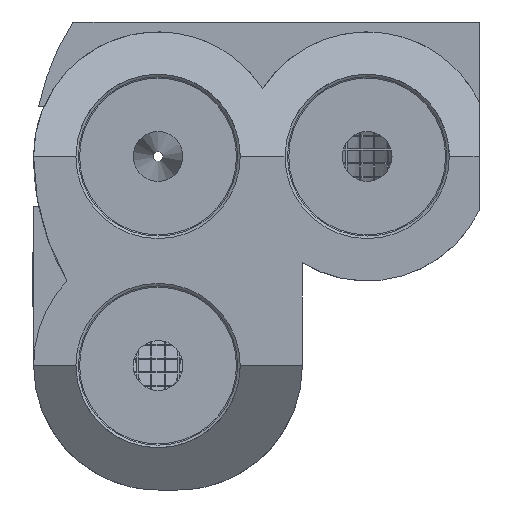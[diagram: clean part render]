
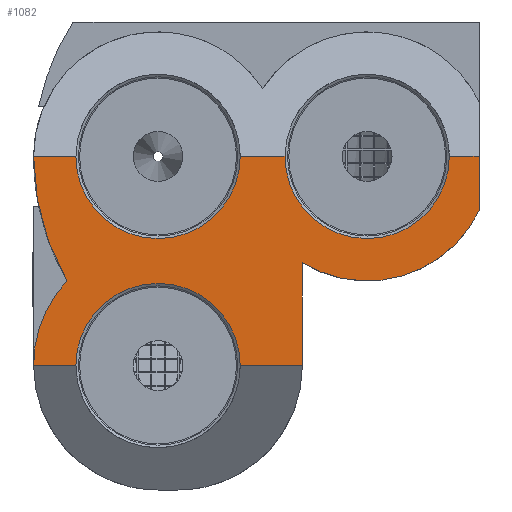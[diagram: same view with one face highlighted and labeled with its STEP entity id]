
A CAD part, front view. The second image highlights one B-rep face of the part: STEP entity #1082.
In plain terms, the highlighted planar face has unit normal (0, -1, 0).
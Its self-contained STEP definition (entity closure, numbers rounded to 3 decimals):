
#141=FACE_OUTER_BOUND('',#2562,.T.);
#715=CIRCLE('',#11059,0.165);
#728=CIRCLE('',#11079,0.165);
#734=CIRCLE('',#11089,0.165);
#832=CIRCLE('',#11211,0.25);
#833=CIRCLE('',#11212,0.5);
#834=CIRCLE('',#11213,0.25);
#1082=ADVANCED_FACE('',(#141),#1612,.T.);
#1612=PLANE('',#11214);
#2562=EDGE_LOOP('',(#3528,#3529,#3530,#3531,#3532,#3533,#3534,#3535,#3536,
#3537,#3538,#3539,#3540));
#3528=ORIENTED_EDGE('',*,*,#7766,.F.);
#3529=ORIENTED_EDGE('',*,*,#7767,.F.);
#3530=ORIENTED_EDGE('',*,*,#7768,.T.);
#3531=ORIENTED_EDGE('',*,*,#7769,.F.);
#3532=ORIENTED_EDGE('',*,*,#7770,.T.);
#3533=ORIENTED_EDGE('',*,*,#7514,.F.);
#3534=ORIENTED_EDGE('',*,*,#7771,.T.);
#3535=ORIENTED_EDGE('',*,*,#7528,.F.);
#3536=ORIENTED_EDGE('',*,*,#7772,.T.);
#3537=ORIENTED_EDGE('',*,*,#7773,.T.);
#3538=ORIENTED_EDGE('',*,*,#7774,.T.);
#3539=ORIENTED_EDGE('',*,*,#7775,.F.);
#3540=ORIENTED_EDGE('',*,*,#7535,.F.);
#6463=VERTEX_POINT('',#14562);
#6464=VERTEX_POINT('',#14563);
#6477=VERTEX_POINT('',#14596);
#6478=VERTEX_POINT('',#14597);
#6484=VERTEX_POINT('',#14613);
#6485=VERTEX_POINT('',#14614);
#6687=VERTEX_POINT('',#15627);
#6688=VERTEX_POINT('',#15629);
#6689=VERTEX_POINT('',#15631);
#6690=VERTEX_POINT('',#15633);
#6691=VERTEX_POINT('',#15637);
#6692=VERTEX_POINT('',#15639);
#6693=VERTEX_POINT('',#15641);
#7514=EDGE_CURVE('',#6463,#6464,#715,.T.);
#7528=EDGE_CURVE('',#6477,#6478,#728,.T.);
#7535=EDGE_CURVE('',#6484,#6485,#734,.T.);
#7766=EDGE_CURVE('',#6687,#6484,#9147,.T.);
#7767=EDGE_CURVE('',#6688,#6687,#9148,.T.);
#7768=EDGE_CURVE('',#6688,#6689,#832,.T.);
#7769=EDGE_CURVE('',#6690,#6689,#9149,.T.);
#7770=EDGE_CURVE('',#6690,#6464,#9150,.T.);
#7771=EDGE_CURVE('',#6463,#6478,#9151,.T.);
#7772=EDGE_CURVE('',#6477,#6691,#9152,.T.);
#7773=EDGE_CURVE('',#6691,#6692,#833,.T.);
#7774=EDGE_CURVE('',#6692,#6693,#834,.T.);
#7775=EDGE_CURVE('',#6485,#6693,#9153,.T.);
#9147=LINE('',#15626,#10115);
#9148=LINE('',#15628,#10116);
#9149=LINE('',#15632,#10117);
#9150=LINE('',#15634,#10118);
#9151=LINE('',#15635,#10119);
#9152=LINE('',#15636,#10120);
#9153=LINE('',#15642,#10121);
#10115=VECTOR('',#12223,1.);
#10116=VECTOR('',#12224,1.);
#10117=VECTOR('',#12227,1.);
#10118=VECTOR('',#12228,1.);
#10119=VECTOR('',#12229,1.);
#10120=VECTOR('',#12230,1.);
#10121=VECTOR('',#12235,1.);
#11059=AXIS2_PLACEMENT_3D('',#14561,#11891,#11892);
#11079=AXIS2_PLACEMENT_3D('',#14595,#11931,#11932);
#11089=AXIS2_PLACEMENT_3D('',#14612,#11951,#11952);
#11211=AXIS2_PLACEMENT_3D('',#15630,#12225,#12226);
#11212=AXIS2_PLACEMENT_3D('',#15638,#12231,#12232);
#11213=AXIS2_PLACEMENT_3D('',#15640,#12233,#12234);
#11214=AXIS2_PLACEMENT_3D('',#15643,#12236,#12237);
#11891=DIRECTION('',(0.,-1.,0.));
#11892=DIRECTION('',(1.,0.,0.));
#11931=DIRECTION('',(0.,-1.,0.));
#11932=DIRECTION('',(1.,0.,0.));
#11951=DIRECTION('',(0.,-1.,0.));
#11952=DIRECTION('',(1.,0.,0.));
#12223=DIRECTION('',(-1.,0.,0.));
#12224=DIRECTION('',(0.,0.,-1.));
#12225=DIRECTION('',(0.,-1.,0.));
#12226=DIRECTION('',(1.,0.,0.));
#12227=DIRECTION('',(0.,0.,-1.));
#12228=DIRECTION('',(-1.,0.,0.));
#12229=DIRECTION('',(-1.,0.,0.));
#12230=DIRECTION('',(-1.,0.,0.));
#12231=DIRECTION('',(0.,-1.,0.));
#12232=DIRECTION('',(1.,0.,0.));
#12233=DIRECTION('',(0.,-1.,0.));
#12234=DIRECTION('',(1.,0.,0.));
#12235=DIRECTION('',(-1.,0.,0.));
#12236=DIRECTION('',(0.,-1.,0.));
#12237=DIRECTION('',(0.,0.,-1.));
#14561=CARTESIAN_POINT('',(0.17,-0.966,0.));
#14562=CARTESIAN_POINT('',(0.005,-0.966,0.));
#14563=CARTESIAN_POINT('',(0.335,-0.966,0.));
#14595=CARTESIAN_POINT('',(-0.25,-0.966,0.));
#14596=CARTESIAN_POINT('',(-0.415,-0.966,0.));
#14597=CARTESIAN_POINT('',(-0.085,-0.966,0.));
#14612=CARTESIAN_POINT('',(-0.25,-0.966,-0.42));
#14613=CARTESIAN_POINT('',(-0.085,-0.966,-0.42));
#14614=CARTESIAN_POINT('',(-0.415,-0.966,-0.42));
#15626=CARTESIAN_POINT('',(0.485,-0.966,-0.42));
#15627=CARTESIAN_POINT('',(0.04,-0.966,-0.42));
#15628=CARTESIAN_POINT('',(0.04,-0.966,-0.214));
#15629=CARTESIAN_POINT('',(0.04,-0.966,-0.214));
#15630=CARTESIAN_POINT('',(0.17,-0.966,0.));
#15631=CARTESIAN_POINT('',(0.395,-0.966,-0.109));
#15632=CARTESIAN_POINT('',(0.395,-0.966,0.818));
#15633=CARTESIAN_POINT('',(0.395,-0.966,0.));
#15634=CARTESIAN_POINT('',(0.485,-0.966,0.));
#15635=CARTESIAN_POINT('',(0.485,-0.966,0.));
#15636=CARTESIAN_POINT('',(0.485,-0.966,0.));
#15637=CARTESIAN_POINT('',(-0.5,-0.966,0.));
#15638=CARTESIAN_POINT('',(0.,-0.966,0.));
#15639=CARTESIAN_POINT('',(-0.433,-0.966,-0.25));
#15640=CARTESIAN_POINT('',(-0.25,-0.966,-0.42));
#15641=CARTESIAN_POINT('',(-0.5,-0.966,-0.42));
#15642=CARTESIAN_POINT('',(0.485,-0.966,-0.42));
#15643=CARTESIAN_POINT('',(0.,-0.966,0.));
